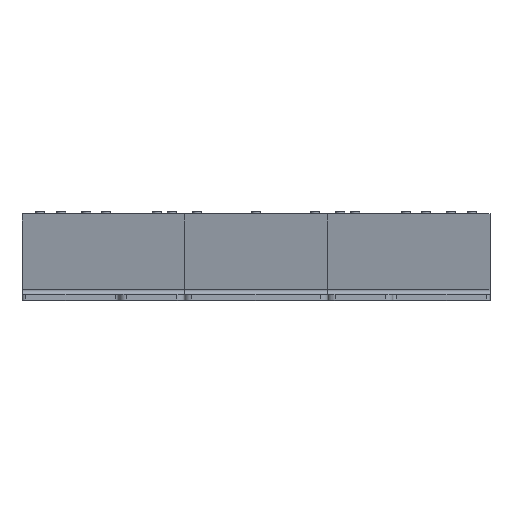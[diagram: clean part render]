
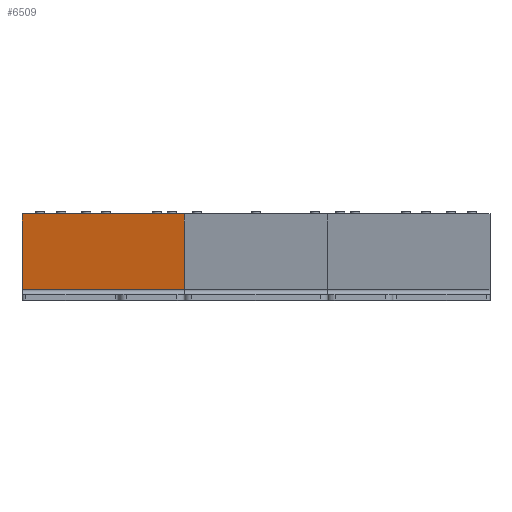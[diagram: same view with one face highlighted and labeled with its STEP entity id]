
A CAD part, left-side view. The second image highlights one B-rep face of the part: STEP entity #6509.
In plain terms, the highlighted planar face has unit normal (-0.985, 0, -0.174).
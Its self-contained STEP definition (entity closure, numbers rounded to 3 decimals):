
#512=PLANE('',#7052);
#702=FACE_OUTER_BOUND('',#1140,.T.);
#1140=EDGE_LOOP('',(#4684,#4685,#4686,#4687));
#1577=LINE('',#9634,#2011);
#1584=LINE('',#9653,#2018);
#1608=LINE('',#10234,#2042);
#1614=LINE('',#10251,#2048);
#2011=VECTOR('',#7818,10.);
#2018=VECTOR('',#7833,10.);
#2042=VECTOR('',#7937,10.);
#2048=VECTOR('',#7961,10.);
#2802=VERTEX_POINT('',#9631);
#2803=VERTEX_POINT('',#9633);
#2811=VERTEX_POINT('',#9651);
#2849=VERTEX_POINT('',#10233);
#3424=EDGE_CURVE('',#2802,#2803,#1577,.T.);
#3434=EDGE_CURVE('',#2811,#2802,#1584,.T.);
#3507=EDGE_CURVE('',#2803,#2849,#1608,.T.);
#3516=EDGE_CURVE('',#2849,#2811,#1614,.T.);
#4684=ORIENTED_EDGE('',*,*,#3434,.F.);
#4685=ORIENTED_EDGE('',*,*,#3516,.F.);
#4686=ORIENTED_EDGE('',*,*,#3507,.F.);
#4687=ORIENTED_EDGE('',*,*,#3424,.F.);
#6509=ADVANCED_FACE('',(#702),#512,.F.);
#7052=AXIS2_PLACEMENT_3D('',#10252,#7962,#7963);
#7818=DIRECTION('',(0.174,0.,-0.985));
#7833=DIRECTION('',(0.,-1.,0.));
#7937=DIRECTION('',(0.,1.,0.));
#7961=DIRECTION('',(-0.174,0.,0.985));
#7962=DIRECTION('center_axis',(0.985,0.,0.174));
#7963=DIRECTION('ref_axis',(0.174,0.,-0.985));
#9631=CARTESIAN_POINT('',(18.102,-128.,68.6));
#9633=CARTESIAN_POINT('',(28.766,-128.,8.121));
#9634=CARTESIAN_POINT('',(22.262,-128.,45.004));
#9651=CARTESIAN_POINT('',(18.102,1.25,68.6));
#9653=CARTESIAN_POINT('',(18.102,-137.488,68.6));
#10233=CARTESIAN_POINT('',(28.766,1.25,8.121));
#10234=CARTESIAN_POINT('',(28.766,-157.75,8.121));
#10251=CARTESIAN_POINT('',(22.638,1.25,42.877));
#10252=CARTESIAN_POINT('Origin',(20.5,-185.,55.));
